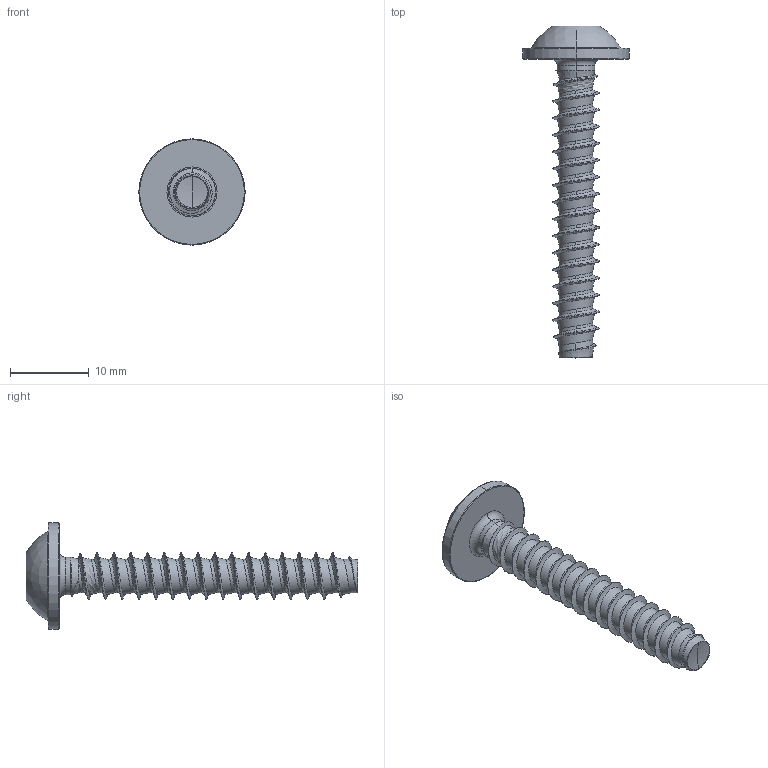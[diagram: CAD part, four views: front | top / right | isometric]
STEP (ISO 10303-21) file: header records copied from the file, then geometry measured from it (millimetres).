
FILE_DESCRIPTION (( 'STEP AP203' ), '1' );
FILE_NAME ('STP380600380.STEP', '2020-09-04T13:32:14', ( '' ), ( '' ), 'SwSTEP 2.0', 'SolidWorks 2015', '' );
FILE_SCHEMA (( 'CONFIG_CONTROL_DESIGN' ));
Length unit declared in the file: millimetre
Products named in the file (2): STP380600380
Bounding box: 13.5 x 42.2 x 13.5 mm (x, y, z)
Volume: 978.3 mm3; surface area: 1252.2 mm2
Topology: 1 solids, 1 shells, 118 faces, 298 edges, 183 vertices
Faces by surface type: cylinder 58, bspline 35, cone 10, torus 8, sphere 4, plane 3
Entity records: 35136 total; most frequent: CARTESIAN_POINT 32595, ORIENTED_EDGE 592, DIRECTION 376, EDGE_CURVE 296, VERTEX_POINT 183, AXIS2_PLACEMENT_3D 152, B_SPLINE_CURVE_WITH_KNOTS 123, EDGE_LOOP 121
